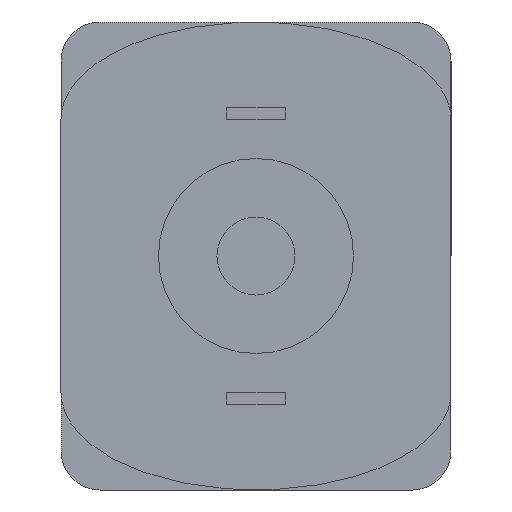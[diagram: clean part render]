
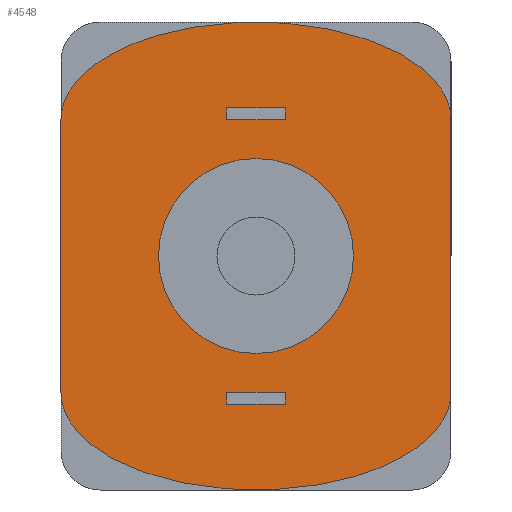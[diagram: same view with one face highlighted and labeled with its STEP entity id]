
A CAD part, front view. The second image highlights one B-rep face of the part: STEP entity #4548.
In plain terms, the highlighted planar face has unit normal (0, -1, 0).
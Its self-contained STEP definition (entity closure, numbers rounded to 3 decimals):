
#21 = VERTEX_POINT ( 'NONE', #890 ) ;
#36 = LINE ( 'NONE', #3302, #4119 ) ;
#52 = LINE ( 'NONE', #2675, #4378 ) ;
#127 = EDGE_CURVE ( 'NONE', #1742, #3840, #4037, .T. ) ;
#154 = AXIS2_PLACEMENT_3D ( 'NONE', #3915, #3565, #1670 ) ;
#236 = EDGE_CURVE ( 'NONE', #945, #2249, #4750, .T. ) ;
#330 = ORIENTED_EDGE ( 'NONE', *, *, #127, .F. ) ;
#333 = CARTESIAN_POINT ( 'NONE',  ( 5., 0., -3.5 ) ) ;
#370 = VERTEX_POINT ( 'NONE', #3796 ) ;
#417 = VERTEX_POINT ( 'NONE', #3416 ) ;
#508 = EDGE_CURVE ( 'NONE', #4053, #21, #936, .T. ) ;
#530 = LINE ( 'NONE', #3959, #3147 ) ;
#685 = EDGE_LOOP ( 'NONE', ( #2688, #3047, #3323, #2432 ) ) ;
#705 = CARTESIAN_POINT ( 'NONE',  ( -5., 0., 3.5 ) ) ;
#710 = ORIENTED_EDGE ( 'NONE', *, *, #1624, .F. ) ;
#890 = CARTESIAN_POINT ( 'NONE',  ( 0.75, 0., 3.5 ) ) ;
#900 = CARTESIAN_POINT ( 'NONE',  ( 0.75, 0., -3.5 ) ) ;
#902 = ORIENTED_EDGE ( 'NONE', *, *, #4484, .F. ) ;
#936 = LINE ( 'NONE', #3862, #3633 ) ;
#945 = VERTEX_POINT ( 'NONE', #3612 ) ;
#970 = DIRECTION ( 'NONE',  ( 0., 0., 1. ) ) ;
#1060 = LINE ( 'NONE', #2216, #2236 ) ;
#1127 = EDGE_CURVE ( 'NONE', #2266, #4053, #3283, .T. ) ;
#1153 = EDGE_CURVE ( 'NONE', #2026, #2266, #36, .T. ) ;
#1193 = CARTESIAN_POINT ( 'NONE',  ( 0., 0., -3.5 ) ) ;
#1242 = DIRECTION ( 'NONE',  ( 0., 1., 0. ) ) ;
#1337 = CARTESIAN_POINT ( 'NONE',  ( -5., 0., -3.5 ) ) ;
#1426 = ORIENTED_EDGE ( 'NONE', *, *, #4309, .F. ) ;
#1451 = FACE_BOUND ( 'NONE', #4399, .T. ) ;
#1484 = DIRECTION ( 'NONE',  ( -1., 0., 0. ) ) ;
#1534 = ORIENTED_EDGE ( 'NONE', *, *, #2616, .F. ) ;
#1548 = DIRECTION ( 'NONE',  ( -1., 0., 0. ) ) ;
#1624 = EDGE_CURVE ( 'NONE', #1775, #1742, #2456, .T. ) ;
#1636 = CARTESIAN_POINT ( 'NONE',  ( 0.75, 0., -3.5 ) ) ;
#1670 = DIRECTION ( 'NONE',  ( 0., 0., 1. ) ) ;
#1732 = CARTESIAN_POINT ( 'NONE',  ( -5., 0., 3.5 ) ) ;
#1733 = AXIS2_PLACEMENT_3D ( 'NONE', #1193, #1242, #4177 ) ;
#1742 = VERTEX_POINT ( 'NONE', #1899 ) ;
#1775 = VERTEX_POINT ( 'NONE', #2968 ) ;
#1794 = VERTEX_POINT ( 'NONE', #2283 ) ;
#1886 = CARTESIAN_POINT ( 'NONE',  ( 5., 0., 3.5 ) ) ;
#1899 = CARTESIAN_POINT ( 'NONE',  ( -5., 0., -3.5 ) ) ;
#1948 = VERTEX_POINT ( 'NONE', #2777 ) ;
#1984 = PLANE ( 'NONE',  #1733 ) ;
#2026 = VERTEX_POINT ( 'NONE', #4260 ) ;
#2168 = LINE ( 'NONE', #4300, #3199 ) ;
#2177 = VECTOR ( 'NONE', #970, 1000. ) ;
#2207 = DIRECTION ( 'NONE',  ( 0., 0., -1. ) ) ;
#2216 = CARTESIAN_POINT ( 'NONE',  ( -0.75, 0., -3.8 ) ) ;
#2218 = CARTESIAN_POINT ( 'NONE',  ( 5., 0., -8.5 ) ) ;
#2236 = VECTOR ( 'NONE', #2563, 1000. ) ;
#2246 = CARTESIAN_POINT ( 'NONE',  ( 5., 0., 8.5 ) ) ;
#2249 = VERTEX_POINT ( 'NONE', #3081 ) ;
#2260 = CARTESIAN_POINT ( 'NONE',  ( -0.75, 0., 3.5 ) ) ;
#2266 = VERTEX_POINT ( 'NONE', #4122 ) ;
#2283 = CARTESIAN_POINT ( 'NONE',  ( 5., 0., 3.5 ) ) ;
#2356 = AXIS2_PLACEMENT_3D ( 'NONE', #2624, #4095, #4436 ) ;
#2432 = ORIENTED_EDGE ( 'NONE', *, *, #508, .F. ) ;
#2456 =( BOUNDED_CURVE ( )  B_SPLINE_CURVE ( 3, ( #4355, #2218, #3610, #4777 ),
 .UNSPECIFIED., .F., .F. ) 
 B_SPLINE_CURVE_WITH_KNOTS ( ( 4, 4 ),
 ( 3.142, 6.283 ),
 .UNSPECIFIED. ) 
 CURVE ( )  GEOMETRIC_REPRESENTATION_ITEM ( )  RATIONAL_B_SPLINE_CURVE ( ( 1., 0.333, 0.333, 1. ) ) 
 REPRESENTATION_ITEM ( '' )  );
#2501 = DIRECTION ( 'NONE',  ( 0., 0., -1. ) ) ;
#2530 = DIRECTION ( 'NONE',  ( 0., 0., 1. ) ) ;
#2563 = DIRECTION ( 'NONE',  ( 1., 0., 0. ) ) ;
#2616 = EDGE_CURVE ( 'NONE', #1948, #417, #1060, .T. ) ;
#2624 = CARTESIAN_POINT ( 'NONE',  ( 0., 0., 0. ) ) ;
#2675 = CARTESIAN_POINT ( 'NONE',  ( -0.75, 0., -3.5 ) ) ;
#2688 = ORIENTED_EDGE ( 'NONE', *, *, #1127, .F. ) ;
#2764 = ORIENTED_EDGE ( 'NONE', *, *, #3163, .F. ) ;
#2773 = DIRECTION ( 'NONE',  ( 1., 0., 0. ) ) ;
#2777 = CARTESIAN_POINT ( 'NONE',  ( -0.75, 0., -3.8 ) ) ;
#2968 = CARTESIAN_POINT ( 'NONE',  ( 5., 0., -3.5 ) ) ;
#2969 = CIRCLE ( 'NONE', #154, 2.5 ) ;
#2997 = CARTESIAN_POINT ( 'NONE',  ( -5., 0., 8.5 ) ) ;
#3016 = EDGE_CURVE ( 'NONE', #370, #1948, #530, .T. ) ;
#3046 = ORIENTED_EDGE ( 'NONE', *, *, #3439, .F. ) ;
#3047 = ORIENTED_EDGE ( 'NONE', *, *, #1153, .F. ) ;
#3074 = FACE_BOUND ( 'NONE', #685, .T. ) ;
#3081 = CARTESIAN_POINT ( 'NONE',  ( 0., 0., 2.5 ) ) ;
#3147 = VECTOR ( 'NONE', #2501, 1000. ) ;
#3163 = EDGE_CURVE ( 'NONE', #3840, #1794, #3834, .T. ) ;
#3199 = VECTOR ( 'NONE', #2530, 1000. ) ;
#3217 = EDGE_LOOP ( 'NONE', ( #902, #4287, #1534, #4021 ) ) ;
#3283 = LINE ( 'NONE', #4403, #3955 ) ;
#3302 = CARTESIAN_POINT ( 'NONE',  ( -0.75, 0., 3.8 ) ) ;
#3323 = ORIENTED_EDGE ( 'NONE', *, *, #3810, .F. ) ;
#3368 = VERTEX_POINT ( 'NONE', #900 ) ;
#3405 = FACE_OUTER_BOUND ( 'NONE', #4002, .T. ) ;
#3416 = CARTESIAN_POINT ( 'NONE',  ( 0.75, 0., -3.8 ) ) ;
#3439 = EDGE_CURVE ( 'NONE', #2249, #945, #2969, .T. ) ;
#3491 = ORIENTED_EDGE ( 'NONE', *, *, #236, .F. ) ;
#3565 = DIRECTION ( 'NONE',  ( 0., -1., 0. ) ) ;
#3610 = CARTESIAN_POINT ( 'NONE',  ( -5., 0., -8.5 ) ) ;
#3612 = CARTESIAN_POINT ( 'NONE',  ( 0., 0., -2.5 ) ) ;
#3633 = VECTOR ( 'NONE', #2773, 1000. ) ;
#3696 = EDGE_CURVE ( 'NONE', #417, #3368, #4382, .T. ) ;
#3796 = CARTESIAN_POINT ( 'NONE',  ( -0.75, 0., -3.5 ) ) ;
#3810 = EDGE_CURVE ( 'NONE', #21, #2026, #2168, .T. ) ;
#3834 =( BOUNDED_CURVE ( )  B_SPLINE_CURVE ( 3, ( #705, #2997, #2246, #1886 ),
 .UNSPECIFIED., .F., .F. ) 
 B_SPLINE_CURVE_WITH_KNOTS ( ( 4, 4 ),
 ( 0., 3.142 ),
 .UNSPECIFIED. ) 
 CURVE ( )  GEOMETRIC_REPRESENTATION_ITEM ( )  RATIONAL_B_SPLINE_CURVE ( ( 1., 0.333, 0.333, 1. ) ) 
 REPRESENTATION_ITEM ( '' )  );
#3840 = VERTEX_POINT ( 'NONE', #1732 ) ;
#3862 = CARTESIAN_POINT ( 'NONE',  ( -0.75, 0., 3.5 ) ) ;
#3915 = CARTESIAN_POINT ( 'NONE',  ( 0., 0., 0. ) ) ;
#3955 = VECTOR ( 'NONE', #4013, 1000. ) ;
#3959 = CARTESIAN_POINT ( 'NONE',  ( -0.75, 0., -3.5 ) ) ;
#4002 = EDGE_LOOP ( 'NONE', ( #710, #1426, #2764, #330 ) ) ;
#4013 = DIRECTION ( 'NONE',  ( 0., 0., -1. ) ) ;
#4021 = ORIENTED_EDGE ( 'NONE', *, *, #3016, .F. ) ;
#4037 = LINE ( 'NONE', #1337, #2177 ) ;
#4053 = VERTEX_POINT ( 'NONE', #2260 ) ;
#4095 = DIRECTION ( 'NONE',  ( 0., -1., 0. ) ) ;
#4119 = VECTOR ( 'NONE', #1484, 1000. ) ;
#4122 = CARTESIAN_POINT ( 'NONE',  ( -0.75, 0., 3.8 ) ) ;
#4139 = VECTOR ( 'NONE', #4192, 1000. ) ;
#4177 = DIRECTION ( 'NONE',  ( 0., 0., 1. ) ) ;
#4192 = DIRECTION ( 'NONE',  ( 0., 0., 1. ) ) ;
#4195 = VECTOR ( 'NONE', #2207, 1000. ) ;
#4260 = CARTESIAN_POINT ( 'NONE',  ( 0.75, 0., 3.8 ) ) ;
#4287 = ORIENTED_EDGE ( 'NONE', *, *, #3696, .F. ) ;
#4300 = CARTESIAN_POINT ( 'NONE',  ( 0.75, 0., 3.5 ) ) ;
#4309 = EDGE_CURVE ( 'NONE', #1794, #1775, #4490, .T. ) ;
#4355 = CARTESIAN_POINT ( 'NONE',  ( 5., 0., -3.5 ) ) ;
#4378 = VECTOR ( 'NONE', #1548, 1000. ) ;
#4382 = LINE ( 'NONE', #1636, #4139 ) ;
#4399 = EDGE_LOOP ( 'NONE', ( #3046, #3491 ) ) ;
#4403 = CARTESIAN_POINT ( 'NONE',  ( -0.75, 0., 3.5 ) ) ;
#4432 = FACE_BOUND ( 'NONE', #3217, .T. ) ;
#4436 = DIRECTION ( 'NONE',  ( 0., 0., 1. ) ) ;
#4484 = EDGE_CURVE ( 'NONE', #3368, #370, #52, .T. ) ;
#4490 = LINE ( 'NONE', #333, #4195 ) ;
#4548 = ADVANCED_FACE ( 'NONE', ( #3074, #3405, #1451, #4432 ), #1984, .F. ) ;
#4750 = CIRCLE ( 'NONE', #2356, 2.5 ) ;
#4777 = CARTESIAN_POINT ( 'NONE',  ( -5., 0., -3.5 ) ) ;
